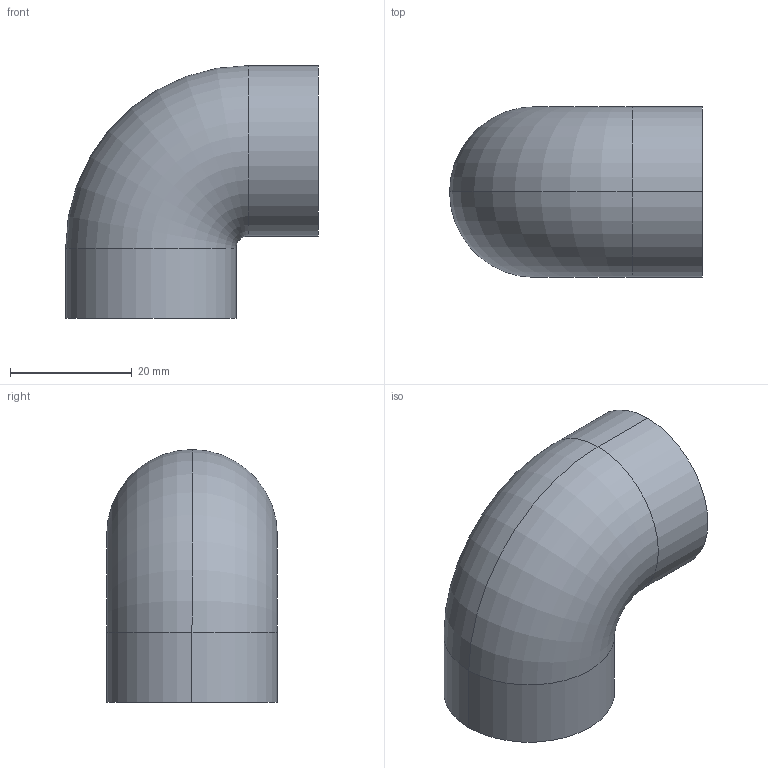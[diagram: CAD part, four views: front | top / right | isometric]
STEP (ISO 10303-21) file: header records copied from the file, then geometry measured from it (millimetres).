
FILE_DESCRIPTION(('STEP AP214'),'1');
FILE_NAME('cctmp_6D2B81A3-4CA6-477B-BAF8-131C7AD9BB37_2022_03_09_11_34_40_0511..stp','2022-03-09T10:34:40',('Praher Valves GmbH'),('CADClick - www.CADClick.com'),'Spatial InterOp 3D',' ','unknown authorization');
FILE_SCHEMA(('AUTOMOTIVE_DESIGN'));
Length unit declared in the file: millimetre
Products named in the file (1): 71133
Bounding box: 41.5 x 28 x 41.5 mm (x, y, z)
Volume: 16189.2 mm3; surface area: 7789.2 mm2
Topology: 1 solids, 1 shells, 16 faces, 36 edges, 22 vertices
Faces by surface type: cylinder 8, torus 4, plane 4
Entity records: 1116 total; most frequent: CARTESIAN_POINT 599, DIRECTION 82, ORIENTED_EDGE 72, AXIS2_PLACEMENT_3D 37, EDGE_CURVE 36, VERTEX_POINT 22, CIRCLE 20, EDGE_LOOP 18
